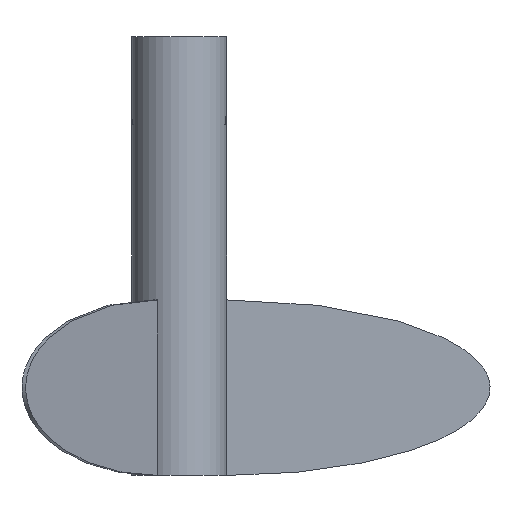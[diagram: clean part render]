
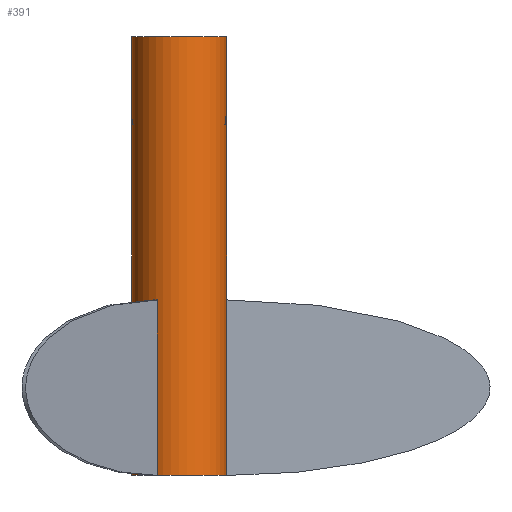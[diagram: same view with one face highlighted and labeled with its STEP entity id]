
A CAD part, left-side view. The second image highlights one B-rep face of the part: STEP entity #391.
In plain terms, the highlighted cylindrical face has radius 10.8 mm (diameter 21.6 mm), a full revolution.
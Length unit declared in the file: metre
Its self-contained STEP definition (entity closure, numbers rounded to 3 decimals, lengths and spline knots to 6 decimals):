
#12=CIRCLE('',#485,0.0108);
#13=CIRCLE('',#486,0.0108);
#14=CIRCLE('',#487,0.0108);
#15=CIRCLE('',#488,0.0108);
#16=CIRCLE('',#489,0.0108);
#17=CIRCLE('',#490,0.0108);
#41=CYLINDRICAL_SURFACE('',#484,0.0108);
#102=ORIENTED_EDGE('',*,*,#186,.F.);
#103=ORIENTED_EDGE('',*,*,#187,.T.);
#104=ORIENTED_EDGE('',*,*,#188,.T.);
#105=ORIENTED_EDGE('',*,*,#189,.F.);
#106=ORIENTED_EDGE('',*,*,#190,.F.);
#107=ORIENTED_EDGE('',*,*,#191,.T.);
#108=ORIENTED_EDGE('',*,*,#192,.F.);
#109=ORIENTED_EDGE('',*,*,#193,.T.);
#110=ORIENTED_EDGE('',*,*,#194,.T.);
#111=ORIENTED_EDGE('',*,*,#195,.F.);
#186=EDGE_CURVE('',#231,#232,#12,.T.);
#187=EDGE_CURVE('',#231,#233,#266,.T.);
#188=EDGE_CURVE('',#233,#234,#13,.T.);
#189=EDGE_CURVE('',#232,#234,#267,.T.);
#190=EDGE_CURVE('',#235,#235,#14,.T.);
#191=EDGE_CURVE('',#236,#236,#15,.T.);
#192=EDGE_CURVE('',#237,#238,#16,.T.);
#193=EDGE_CURVE('',#237,#239,#268,.T.);
#194=EDGE_CURVE('',#239,#240,#17,.T.);
#195=EDGE_CURVE('',#238,#240,#269,.T.);
#231=VERTEX_POINT('',#787);
#232=VERTEX_POINT('',#788);
#233=VERTEX_POINT('',#790);
#234=VERTEX_POINT('',#792);
#235=VERTEX_POINT('',#795);
#236=VERTEX_POINT('',#797);
#237=VERTEX_POINT('',#799);
#238=VERTEX_POINT('',#800);
#239=VERTEX_POINT('',#802);
#240=VERTEX_POINT('',#804);
#266=LINE('',#789,#282);
#267=LINE('',#793,#283);
#268=LINE('',#801,#284);
#269=LINE('',#805,#285);
#282=VECTOR('',#584,1.);
#283=VECTOR('',#587,1.);
#284=VECTOR('',#594,1.);
#285=VECTOR('',#597,1.);
#298=EDGE_LOOP('',(#102,#103,#104,#105));
#299=EDGE_LOOP('',(#106));
#300=EDGE_LOOP('',(#107));
#301=EDGE_LOOP('',(#108,#109,#110,#111));
#336=FACE_BOUND('',#298,.T.);
#337=FACE_BOUND('',#299,.T.);
#338=FACE_BOUND('',#300,.T.);
#339=FACE_BOUND('',#301,.T.);
#391=ADVANCED_FACE('',(#336,#337,#338,#339),#41,.T.);
#484=AXIS2_PLACEMENT_3D('',#785,#580,#581);
#485=AXIS2_PLACEMENT_3D('',#786,#582,#583);
#486=AXIS2_PLACEMENT_3D('',#791,#585,#586);
#487=AXIS2_PLACEMENT_3D('',#794,#588,#589);
#488=AXIS2_PLACEMENT_3D('',#796,#590,#591);
#489=AXIS2_PLACEMENT_3D('',#798,#592,#593);
#490=AXIS2_PLACEMENT_3D('',#803,#595,#596);
#580=DIRECTION('',(0.,0.,-1.));
#581=DIRECTION('',(-1.,0.,0.));
#582=DIRECTION('',(0.,0.,1.));
#583=DIRECTION('',(1.,0.,0.));
#584=DIRECTION('',(0.,0.,1.));
#585=DIRECTION('',(0.,0.,1.));
#586=DIRECTION('',(1.,0.,0.));
#587=DIRECTION('',(0.,0.,1.));
#588=DIRECTION('',(0.,0.,1.));
#589=DIRECTION('',(1.,0.,0.));
#590=DIRECTION('',(0.,0.,1.));
#591=DIRECTION('',(1.,0.,0.));
#592=DIRECTION('',(0.,0.,1.));
#593=DIRECTION('',(1.,0.,0.));
#594=DIRECTION('',(0.,0.,1.));
#595=DIRECTION('',(0.,0.,1.));
#596=DIRECTION('',(1.,0.,0.));
#597=DIRECTION('',(0.,0.,1.));
#785=CARTESIAN_POINT('',(0.,0.,0.1));
#786=CARTESIAN_POINT('',(0.,0.,0.05));
#787=CARTESIAN_POINT('',(0.010705,-0.001426,0.05));
#788=CARTESIAN_POINT('',(0.010792,-0.000409,0.05));
#789=CARTESIAN_POINT('',(0.010705,-0.001426,0.05));
#790=CARTESIAN_POINT('',(0.010705,-0.001426,0.08));
#791=CARTESIAN_POINT('',(0.,0.,0.08));
#792=CARTESIAN_POINT('',(0.010792,-0.000409,0.08));
#793=CARTESIAN_POINT('',(0.010792,-0.000409,0.05));
#794=CARTESIAN_POINT('',(0.,0.,0.1));
#795=CARTESIAN_POINT('',(0.0108,0.,0.1));
#796=CARTESIAN_POINT('',(0.,0.,0.));
#797=CARTESIAN_POINT('',(0.0108,0.,0.));
#798=CARTESIAN_POINT('',(0.,0.,0.05));
#799=CARTESIAN_POINT('',(0.006403,-0.008697,0.05));
#800=CARTESIAN_POINT('',(0.007195,-0.008054,0.05));
#801=CARTESIAN_POINT('',(0.006403,-0.008697,0.05));
#802=CARTESIAN_POINT('',(0.006403,-0.008697,0.08));
#803=CARTESIAN_POINT('',(0.,0.,0.08));
#804=CARTESIAN_POINT('',(0.007195,-0.008054,0.08));
#805=CARTESIAN_POINT('',(0.007195,-0.008054,0.05));
